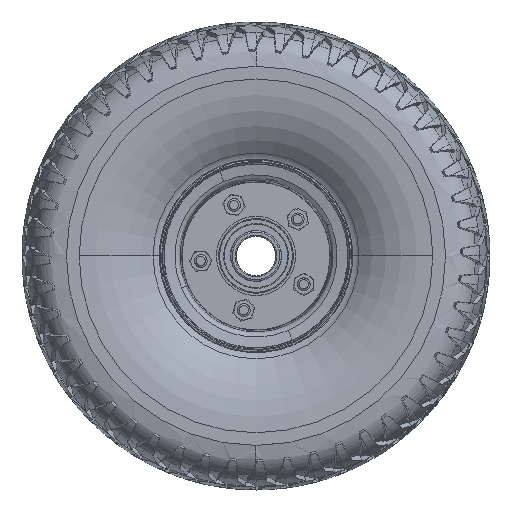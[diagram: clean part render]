
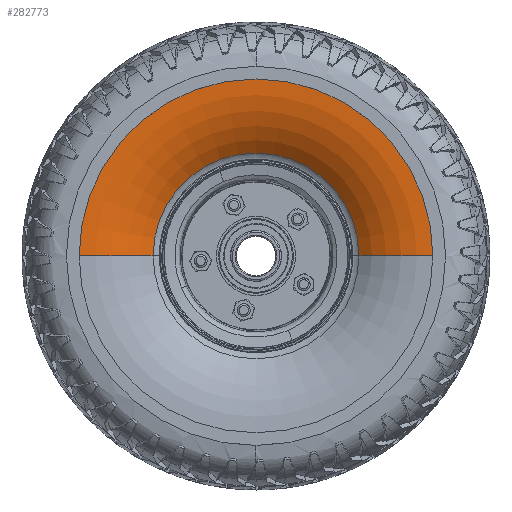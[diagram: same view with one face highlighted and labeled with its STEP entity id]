
A CAD part, top view. The second image highlights one B-rep face of the part: STEP entity #282773.
In plain terms, the highlighted toroidal (fillet/blend) face has major radius 111.296 mm and minor radius 70 mm.
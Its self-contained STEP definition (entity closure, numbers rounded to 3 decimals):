
#1030 = EDGE_CURVE ( 'NONE', #43256, #86954, #8394, .T. ) ;
#4924 = ORIENTED_EDGE ( 'NONE', *, *, #1030, .T. ) ;
#8394 = CIRCLE ( 'NONE', #129155, 70. ) ;
#20853 = CIRCLE ( 'NONE', #295091, 111.52 ) ;
#22918 = DIRECTION ( 'NONE',  ( 0., -1., 0. ) ) ;
#24961 = ORIENTED_EDGE ( 'NONE', *, *, #277999, .F. ) ;
#30415 = ORIENTED_EDGE ( 'NONE', *, *, #277158, .T. ) ;
#31670 = ORIENTED_EDGE ( 'NONE', *, *, #102899, .F. ) ;
#37585 = DIRECTION ( 'NONE',  ( 0., 0., 1. ) ) ;
#43256 = VERTEX_POINT ( 'NONE', #295099 ) ;
#45932 = CARTESIAN_POINT ( 'NONE',  ( -111.296, 0., -22.169 ) ) ;
#47055 = CARTESIAN_POINT ( 'NONE',  ( 64.88, 0., 30.23 ) ) ;
#77961 = VERTEX_POINT ( 'NONE', #246957 ) ;
#82799 = DIRECTION ( 'NONE',  ( 1., 0., 0. ) ) ;
#86954 = VERTEX_POINT ( 'NONE', #141228 ) ;
#91072 = DIRECTION ( 'NONE',  ( 0., 1., 0. ) ) ;
#98354 = CARTESIAN_POINT ( 'NONE',  ( 0., 0., 30.23 ) ) ;
#102899 = EDGE_CURVE ( 'NONE', #129060, #86954, #206104, .T. ) ;
#118685 = AXIS2_PLACEMENT_3D ( 'NONE', #174779, #216898, #82799 ) ;
#125968 = CARTESIAN_POINT ( 'NONE',  ( 0., 0., 47.831 ) ) ;
#128225 = TOROIDAL_SURFACE ( 'NONE', #118685, 111.296, 70. ) ;
#128953 = DIRECTION ( 'NONE',  ( 1., 0., 0. ) ) ;
#129060 = VERTEX_POINT ( 'NONE', #47055 ) ;
#129155 = AXIS2_PLACEMENT_3D ( 'NONE', #45932, #91072, #297569 ) ;
#137623 = EDGE_LOOP ( 'NONE', ( #30415, #4924, #31670, #24961 ) ) ;
#141228 = CARTESIAN_POINT ( 'NONE',  ( -64.88, 0., 30.23 ) ) ;
#160064 = DIRECTION ( 'NONE',  ( 0., 0., -1. ) ) ;
#174779 = CARTESIAN_POINT ( 'NONE',  ( 0., 0., -22.169 ) ) ;
#187023 = AXIS2_PLACEMENT_3D ( 'NONE', #98354, #37585, #198746 ) ;
#198746 = DIRECTION ( 'NONE',  ( 1., 0., 0. ) ) ;
#206104 = CIRCLE ( 'NONE', #187023, 64.88 ) ;
#216898 = DIRECTION ( 'NONE',  ( 0., 0., 1. ) ) ;
#218233 = AXIS2_PLACEMENT_3D ( 'NONE', #253324, #22918, #160064 ) ;
#219342 = DIRECTION ( 'NONE',  ( 0., 0., 1. ) ) ;
#237585 = CIRCLE ( 'NONE', #218233, 70. ) ;
#246957 = CARTESIAN_POINT ( 'NONE',  ( 111.52, 0., 47.831 ) ) ;
#253324 = CARTESIAN_POINT ( 'NONE',  ( 111.296, 0., -22.169 ) ) ;
#277158 = EDGE_CURVE ( 'NONE', #77961, #43256, #20853, .T. ) ;
#277999 = EDGE_CURVE ( 'NONE', #77961, #129060, #237585, .T. ) ;
#282773 = ADVANCED_FACE ( 'NONE', ( #289238 ), #128225, .T. ) ;
#289238 = FACE_OUTER_BOUND ( 'NONE', #137623, .T. ) ;
#295091 = AXIS2_PLACEMENT_3D ( 'NONE', #125968, #219342, #128953 ) ;
#295099 = CARTESIAN_POINT ( 'NONE',  ( -111.52, 0., 47.831 ) ) ;
#297569 = DIRECTION ( 'NONE',  ( -1., 0., 0. ) ) ;
